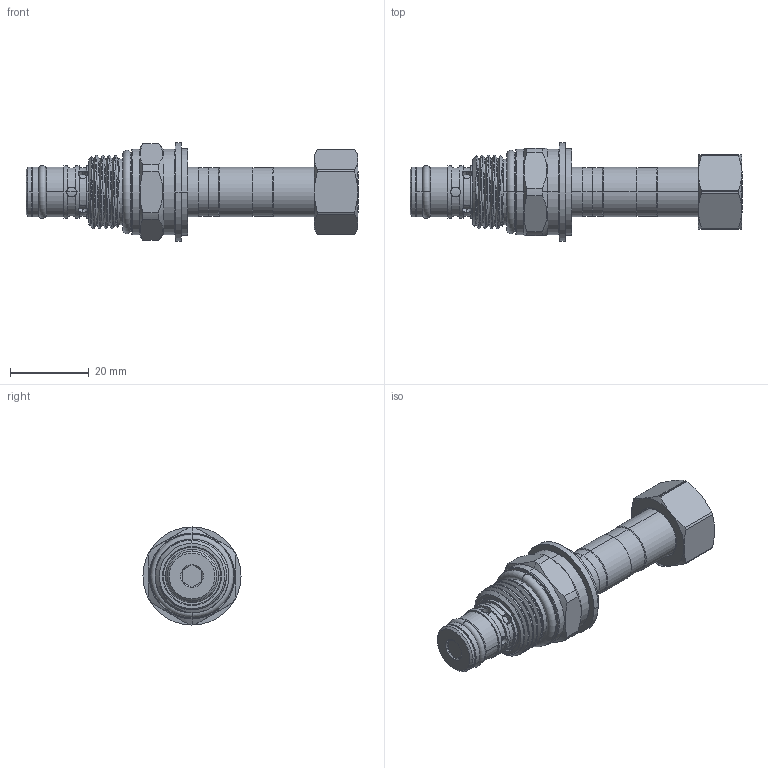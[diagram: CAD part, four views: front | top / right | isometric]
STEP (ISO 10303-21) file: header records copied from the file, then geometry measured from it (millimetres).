
FILE_DESCRIPTION (( 'STEP AP203' ), '1' );
FILE_NAME ('EP08W2A02N04-H.STEP', '2024-12-09T03:12:11', ( '' ), ( '' ), 'SwSTEP 2.0', 'SolidWorks 2018', '' );
FILE_SCHEMA (( 'CONFIG_CONTROL_DESIGN' ));
Length unit declared in the file: millimetre
Products named in the file (1): EP08W2A02N04-H
Bounding box: 84.58 x 25 x 25 mm (x, y, z)
Volume: 18084.2 mm3; surface area: 6426.6 mm2
Topology: 1 solids, 1 shells, 234 faces, 581 edges, 355 vertices
Faces by surface type: cylinder 101, plane 54, cone 46, torus 22, bspline 11
Entity records: 11105 total; most frequent: CARTESIAN_POINT 5734, ORIENTED_EDGE 1138, DIRECTION 1082, EDGE_CURVE 569, AXIS2_PLACEMENT_3D 454, VERTEX_POINT 355, EDGE_LOOP 252, ADVANCED_FACE 234
